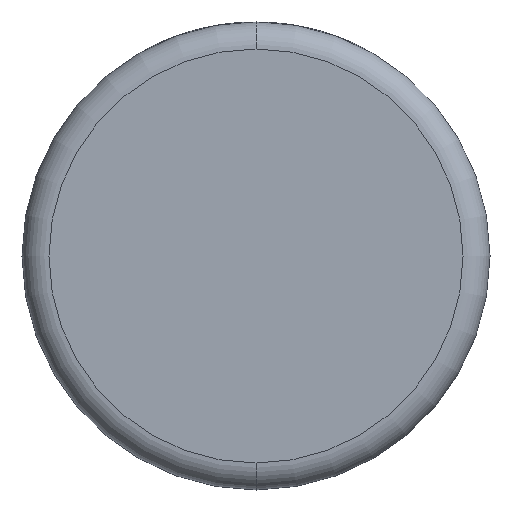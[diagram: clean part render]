
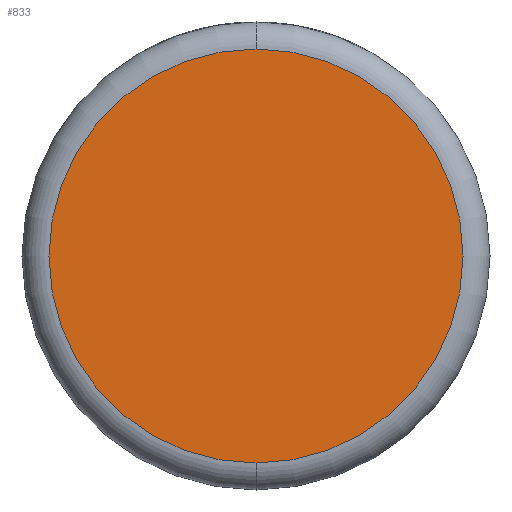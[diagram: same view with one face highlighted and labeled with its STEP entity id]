
A CAD part, front view. The second image highlights one B-rep face of the part: STEP entity #833.
In plain terms, the highlighted planar face has unit normal (0, -1, 0).
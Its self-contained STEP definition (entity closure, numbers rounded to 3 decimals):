
#34 = CARTESIAN_POINT ( 'NONE',  ( 0., 0., 0. ) ) ;
#45 = AXIS2_PLACEMENT_3D ( 'NONE', #34, #1225, #3452 ) ;
#106 = CIRCLE ( 'NONE', #2414, 18.138 ) ;
#165 = CIRCLE ( 'NONE', #2186, 18.138 ) ;
#429 = CARTESIAN_POINT ( 'NONE',  ( 0., 0., 0. ) ) ;
#775 = DIRECTION ( 'NONE',  ( 0., -1., 0. ) ) ;
#822 = EDGE_CURVE ( 'NONE', #2905, #3305, #165, .T. ) ;
#833 = ADVANCED_FACE ( 'NONE', ( #4727 ), #2285, .F. ) ;
#844 = CARTESIAN_POINT ( 'NONE',  ( 0., 0., 0. ) ) ;
#938 = ORIENTED_EDGE ( 'NONE', *, *, #1276, .T. ) ;
#1225 = DIRECTION ( 'NONE',  ( 0., 1., 0. ) ) ;
#1276 = EDGE_CURVE ( 'NONE', #3305, #2905, #106, .T. ) ;
#1405 = ORIENTED_EDGE ( 'NONE', *, *, #822, .T. ) ;
#1937 = DIRECTION ( 'NONE',  ( 0., -1., 0. ) ) ;
#1968 = DIRECTION ( 'NONE',  ( 0., 0., 1. ) ) ;
#2186 = AXIS2_PLACEMENT_3D ( 'NONE', #844, #1937, #1968 ) ;
#2285 = PLANE ( 'NONE',  #45 ) ;
#2414 = AXIS2_PLACEMENT_3D ( 'NONE', #429, #775, #4100 ) ;
#2821 = EDGE_LOOP ( 'NONE', ( #938, #1405 ) ) ;
#2905 = VERTEX_POINT ( 'NONE', #4845 ) ;
#3305 = VERTEX_POINT ( 'NONE', #4820 ) ;
#3452 = DIRECTION ( 'NONE',  ( 0., 0., 1. ) ) ;
#4100 = DIRECTION ( 'NONE',  ( 0., 0., 1. ) ) ;
#4727 = FACE_OUTER_BOUND ( 'NONE', #2821, .T. ) ;
#4820 = CARTESIAN_POINT ( 'NONE',  ( 0., 0., 18.138 ) ) ;
#4845 = CARTESIAN_POINT ( 'NONE',  ( 0., 0., -18.138 ) ) ;
